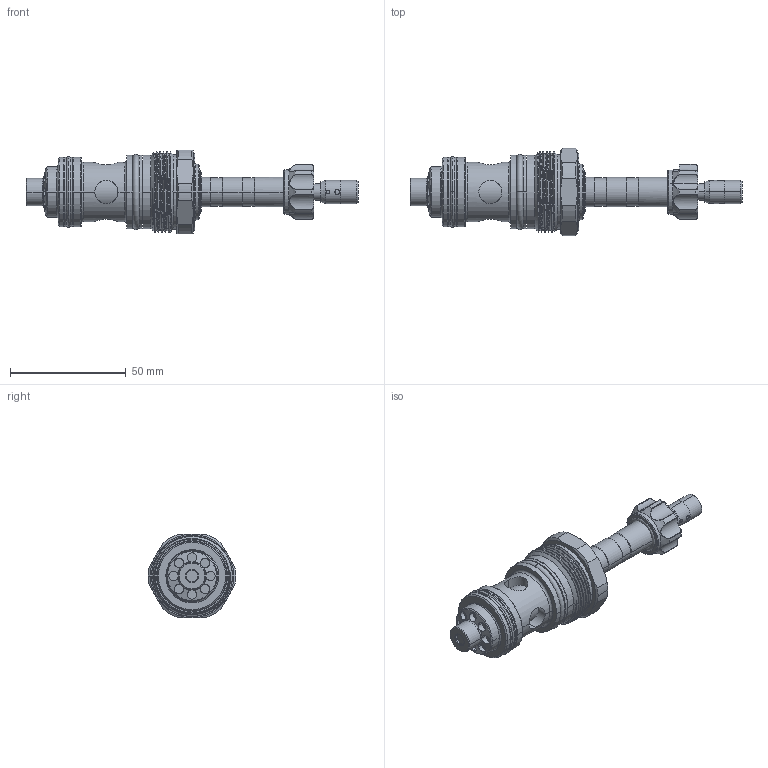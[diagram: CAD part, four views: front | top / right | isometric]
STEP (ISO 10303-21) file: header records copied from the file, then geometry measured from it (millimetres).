
FILE_DESCRIPTION (( 'STEP AP203' ), '1' );
FILE_NAME ('EP35MV2A12T05.STEP', '2020-04-07T08:21:22', ( '' ), ( '' ), 'SwSTEP 2.0', 'SolidWorks 2018', '' );
FILE_SCHEMA (( 'CONFIG_CONTROL_DESIGN' ));
Length unit declared in the file: millimetre
Products named in the file (1): EP35MV2A12T05
Bounding box: 143.35 x 37.9 x 36 mm (x, y, z)
Volume: 56125.1 mm3; surface area: 16664.2 mm2
Topology: 2 solids, 2 shells, 365 faces, 857 edges, 526 vertices
Faces by surface type: cylinder 167, cone 65, plane 48, torus 47, bspline 38
Entity records: 16390 total; most frequent: CARTESIAN_POINT 8276, ORIENTED_EDGE 1710, DIRECTION 1667, EDGE_CURVE 855, AXIS2_PLACEMENT_3D 722, VERTEX_POINT 526, EDGE_LOOP 401, CIRCLE 394
